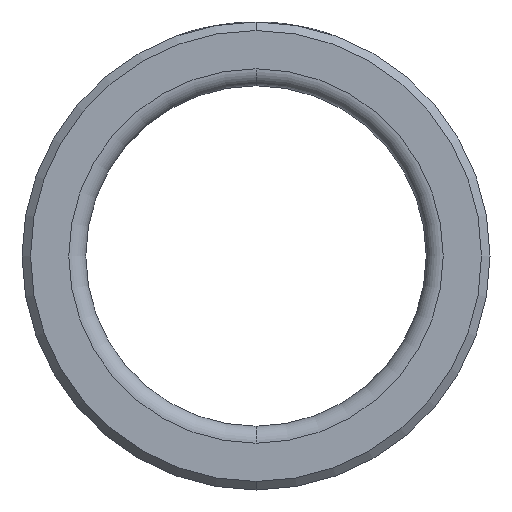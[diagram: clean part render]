
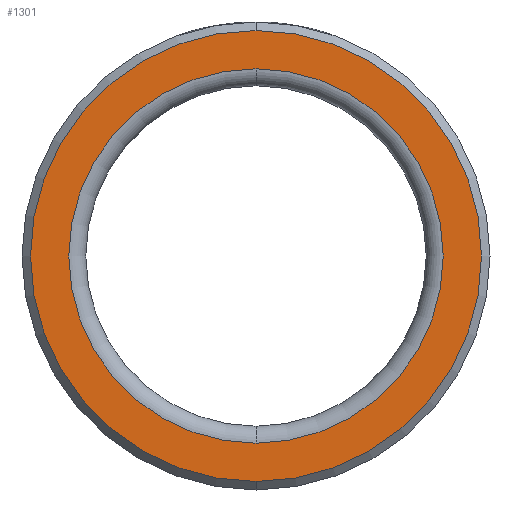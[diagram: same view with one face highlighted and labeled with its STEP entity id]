
A CAD part, front view. The second image highlights one B-rep face of the part: STEP entity #1301.
In plain terms, the highlighted planar face has unit normal (0, -1, 0).
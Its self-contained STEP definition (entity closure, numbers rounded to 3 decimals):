
#34 = CARTESIAN_POINT ( 'NONE',  ( 0., 0., 0. ) ) ;
#41 = CARTESIAN_POINT ( 'NONE',  ( 0., 0., 0. ) ) ;
#112 = VERTEX_POINT ( 'NONE', #1747 ) ;
#165 = DIRECTION ( 'NONE',  ( 0., 0., -1. ) ) ;
#168 = CIRCLE ( 'NONE', #815, 26.5 ) ;
#170 = DIRECTION ( 'NONE',  ( 0., 0., -1. ) ) ;
#174 = CIRCLE ( 'NONE', #1642, 22. ) ;
#252 = CARTESIAN_POINT ( 'NONE',  ( 0., 0., -22. ) ) ;
#257 = DIRECTION ( 'NONE',  ( 0., -1., 0. ) ) ;
#258 = FACE_BOUND ( 'NONE', #342, .T. ) ;
#342 = EDGE_LOOP ( 'NONE', ( #1617, #972 ) ) ;
#389 = PLANE ( 'NONE',  #439 ) ;
#435 = EDGE_CURVE ( 'NONE', #112, #1360, #1473, .T. ) ;
#439 = AXIS2_PLACEMENT_3D ( 'NONE', #480, #1359, #515 ) ;
#440 = CARTESIAN_POINT ( 'NONE',  ( 0., 0., 26.5 ) ) ;
#480 = CARTESIAN_POINT ( 'NONE',  ( -26.5, 0., 0. ) ) ;
#515 = DIRECTION ( 'NONE',  ( 0., 0., 1. ) ) ;
#615 = FACE_OUTER_BOUND ( 'NONE', #1287, .T. ) ;
#703 = CARTESIAN_POINT ( 'NONE',  ( 0., 0., 0. ) ) ;
#815 = AXIS2_PLACEMENT_3D ( 'NONE', #703, #1669, #852 ) ;
#852 = DIRECTION ( 'NONE',  ( 0., 0., -1. ) ) ;
#863 = CIRCLE ( 'NONE', #1009, 26.5 ) ;
#972 = ORIENTED_EDGE ( 'NONE', *, *, #435, .F. ) ;
#1004 = DIRECTION ( 'NONE',  ( 0., -1., 0. ) ) ;
#1008 = DIRECTION ( 'NONE',  ( 0., -1., 0. ) ) ;
#1009 = AXIS2_PLACEMENT_3D ( 'NONE', #34, #1004, #165 ) ;
#1020 = VERTEX_POINT ( 'NONE', #440 ) ;
#1086 = VERTEX_POINT ( 'NONE', #1279 ) ;
#1095 = CARTESIAN_POINT ( 'NONE',  ( 0., 0., 0. ) ) ;
#1164 = ORIENTED_EDGE ( 'NONE', *, *, #1439, .T. ) ;
#1226 = DIRECTION ( 'NONE',  ( 0., 0., -1. ) ) ;
#1279 = CARTESIAN_POINT ( 'NONE',  ( 0., 0., -26.5 ) ) ;
#1287 = EDGE_LOOP ( 'NONE', ( #1164, #1445 ) ) ;
#1299 = AXIS2_PLACEMENT_3D ( 'NONE', #1095, #257, #1226 ) ;
#1301 = ADVANCED_FACE ( 'NONE', ( #258, #615 ), #389, .F. ) ;
#1359 = DIRECTION ( 'NONE',  ( 0., 1., 0. ) ) ;
#1360 = VERTEX_POINT ( 'NONE', #252 ) ;
#1439 = EDGE_CURVE ( 'NONE', #1020, #1086, #168, .T. ) ;
#1445 = ORIENTED_EDGE ( 'NONE', *, *, #1483, .T. ) ;
#1473 = CIRCLE ( 'NONE', #1299, 22. ) ;
#1483 = EDGE_CURVE ( 'NONE', #1086, #1020, #863, .T. ) ;
#1495 = EDGE_CURVE ( 'NONE', #1360, #112, #174, .T. ) ;
#1617 = ORIENTED_EDGE ( 'NONE', *, *, #1495, .F. ) ;
#1642 = AXIS2_PLACEMENT_3D ( 'NONE', #41, #1008, #170 ) ;
#1669 = DIRECTION ( 'NONE',  ( 0., -1., 0. ) ) ;
#1747 = CARTESIAN_POINT ( 'NONE',  ( 0., 0., 22. ) ) ;
